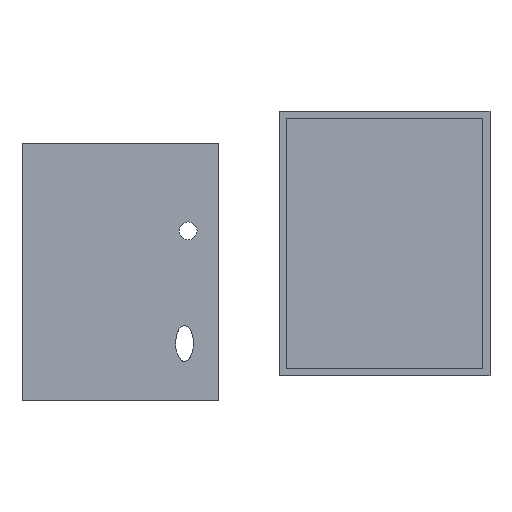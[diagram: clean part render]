
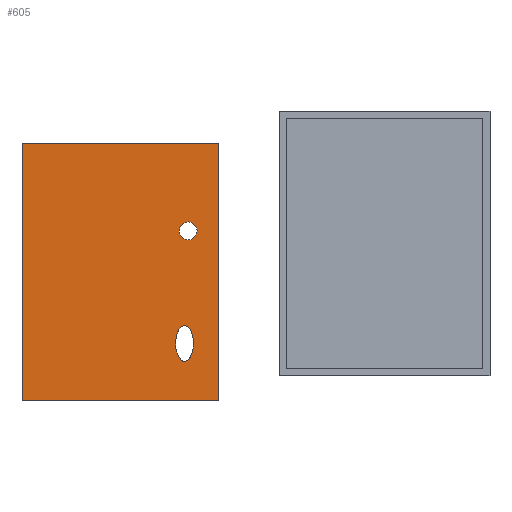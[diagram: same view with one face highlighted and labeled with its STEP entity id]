
A CAD part, top view. The second image highlights one B-rep face of the part: STEP entity #605.
In plain terms, the highlighted planar face has unit normal (0, 0, 1).
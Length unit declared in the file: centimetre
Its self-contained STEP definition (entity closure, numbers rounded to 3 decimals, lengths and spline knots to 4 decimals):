
#20=ELLIPSE('',#662,0.5009,0.2509);
#23=CIRCLE('',#655,0.2509);
#40=FACE_BOUND('',#110,.T.);
#41=FACE_BOUND('',#111,.T.);
#71=FACE_OUTER_BOUND('',#109,.T.);
#109=EDGE_LOOP('',(#537,#538,#539,#540));
#110=EDGE_LOOP('',(#541));
#111=EDGE_LOOP('',(#542));
#180=LINE('',#990,#254);
#184=LINE('',#997,#258);
#185=LINE('',#1000,#259);
#186=LINE('',#1002,#260);
#254=VECTOR('',#802,0.275);
#258=VECTOR('',#808,0.275);
#259=VECTOR('',#813,0.36);
#260=VECTOR('',#816,0.36);
#294=VERTEX_POINT('',#927);
#308=VERTEX_POINT('',#983);
#309=VERTEX_POINT('',#987);
#310=VERTEX_POINT('',#989);
#311=VERTEX_POINT('',#993);
#312=VERTEX_POINT('',#995);
#363=EDGE_CURVE('',#294,#294,#23,.T.);
#382=EDGE_CURVE('',#308,#308,#20,.T.);
#384=EDGE_CURVE('',#309,#310,#180,.T.);
#388=EDGE_CURVE('',#312,#311,#184,.T.);
#389=EDGE_CURVE('',#310,#312,#185,.T.);
#390=EDGE_CURVE('',#309,#311,#186,.T.);
#537=ORIENTED_EDGE('',*,*,#390,.T.);
#538=ORIENTED_EDGE('',*,*,#388,.F.);
#539=ORIENTED_EDGE('',*,*,#389,.F.);
#540=ORIENTED_EDGE('',*,*,#384,.F.);
#541=ORIENTED_EDGE('',*,*,#363,.T.);
#542=ORIENTED_EDGE('',*,*,#382,.T.);
#574=PLANE('',#667);
#605=ADVANCED_FACE('',(#71,#40,#41),#574,.F.);
#655=AXIS2_PLACEMENT_3D('',#929,#766,#767);
#662=AXIS2_PLACEMENT_3D('',#985,#797,#798);
#667=AXIS2_PLACEMENT_3D('',#1001,#814,#815);
#766=DIRECTION('center_axis',(0.,0.,-1.));
#767=DIRECTION('ref_axis',(1.,0.,0.));
#797=DIRECTION('center_axis',(0.,0.,-1.));
#798=DIRECTION('ref_axis',(0.,1.,0.));
#802=DIRECTION('',(-1.,0.,0.));
#808=DIRECTION('',(1.,0.,0.));
#813=DIRECTION('',(0.,1.,0.));
#814=DIRECTION('center_axis',(0.,0.,-1.));
#815=DIRECTION('ref_axis',(-1.,0.,0.));
#816=DIRECTION('',(0.,1.,0.));
#927=CARTESIAN_POINT('',(-3.1009,4.45,2.1));
#929=CARTESIAN_POINT('Origin',(-2.85,4.45,2.1));
#983=CARTESIAN_POINT('',(-2.95,0.7992,2.1));
#985=CARTESIAN_POINT('Origin',(-2.95,1.3,2.1));
#987=CARTESIAN_POINT('',(-2.,-0.3,2.1));
#989=CARTESIAN_POINT('',(-7.5,-0.3,2.1));
#990=CARTESIAN_POINT('',(-4.75,-0.3,2.1));
#993=CARTESIAN_POINT('',(-2.,6.9,2.1));
#995=CARTESIAN_POINT('',(-7.5,6.9,2.1));
#997=CARTESIAN_POINT('',(-4.75,6.9,2.1));
#1000=CARTESIAN_POINT('',(-7.5,3.3,2.1));
#1001=CARTESIAN_POINT('Origin',(-4.75,3.3,2.1));
#1002=CARTESIAN_POINT('',(-2.,3.3,2.1));
